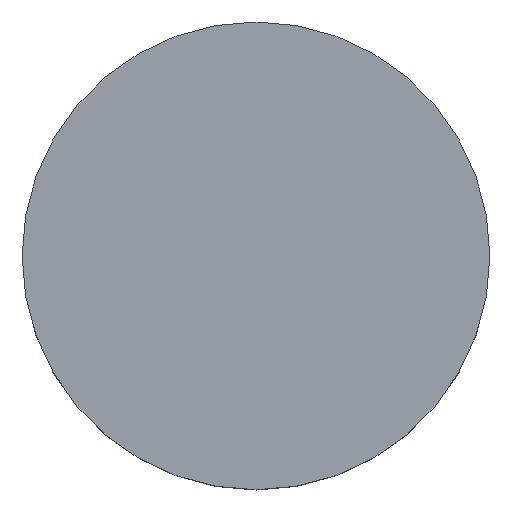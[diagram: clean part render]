
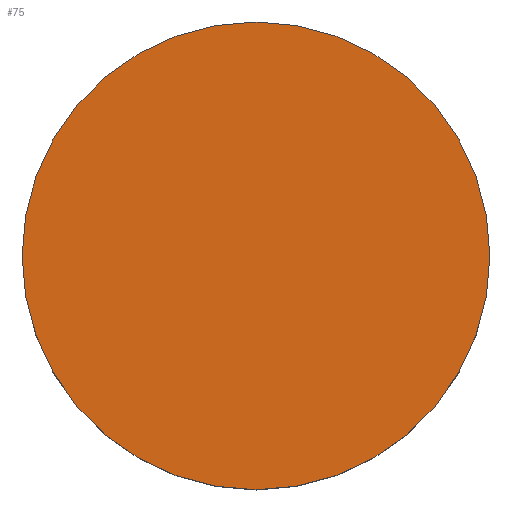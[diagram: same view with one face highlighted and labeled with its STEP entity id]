
A CAD part, top view. The second image highlights one B-rep face of the part: STEP entity #75.
In plain terms, the highlighted planar face has unit normal (0, 0, 1).
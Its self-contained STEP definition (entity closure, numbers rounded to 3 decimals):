
#12 = CARTESIAN_POINT ( 'NONE',  ( 0., 0., 2.7 ) ) ;
#15 = ORIENTED_EDGE ( 'NONE', *, *, #166, .F. ) ;
#25 = CARTESIAN_POINT ( 'NONE',  ( 0., 0., 2.7 ) ) ;
#29 = EDGE_CURVE ( 'NONE', #37, #78, #174, .T. ) ;
#33 = DIRECTION ( 'NONE',  ( 1., 0., 0. ) ) ;
#37 = VERTEX_POINT ( 'NONE', #61 ) ;
#48 = CARTESIAN_POINT ( 'NONE',  ( 0., 26.112, 2.7 ) ) ;
#61 = CARTESIAN_POINT ( 'NONE',  ( 12.7, 0., 2.7 ) ) ;
#64 = CARTESIAN_POINT ( 'NONE',  ( -12.7, 0., 2.7 ) ) ;
#65 = FACE_OUTER_BOUND ( 'NONE', #74, .T. ) ;
#67 = AXIS2_PLACEMENT_3D ( 'NONE', #48, #178, #120 ) ;
#73 = CIRCLE ( 'NONE', #162, 12.7 ) ;
#74 = EDGE_LOOP ( 'NONE', ( #215, #15 ) ) ;
#75 = ADVANCED_FACE ( 'NONE', ( #65 ), #100, .T. ) ;
#78 = VERTEX_POINT ( 'NONE', #64 ) ;
#96 = DIRECTION ( 'NONE',  ( 0., 0., -1. ) ) ;
#100 = PLANE ( 'NONE',  #67 ) ;
#111 = AXIS2_PLACEMENT_3D ( 'NONE', #12, #96, #33 ) ;
#112 = DIRECTION ( 'NONE',  ( 0., 0., -1. ) ) ;
#120 = DIRECTION ( 'NONE',  ( 1., 0., 0. ) ) ;
#162 = AXIS2_PLACEMENT_3D ( 'NONE', #25, #112, #205 ) ;
#166 = EDGE_CURVE ( 'NONE', #78, #37, #73, .T. ) ;
#174 = CIRCLE ( 'NONE', #111, 12.7 ) ;
#178 = DIRECTION ( 'NONE',  ( 0., 0., 1. ) ) ;
#205 = DIRECTION ( 'NONE',  ( 1., 0., 0. ) ) ;
#215 = ORIENTED_EDGE ( 'NONE', *, *, #29, .F. ) ;
